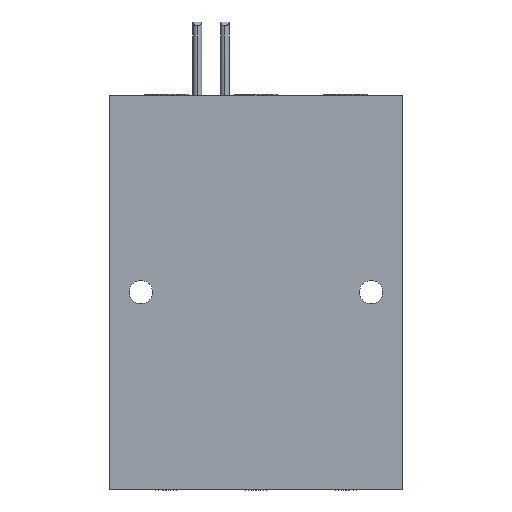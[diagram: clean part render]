
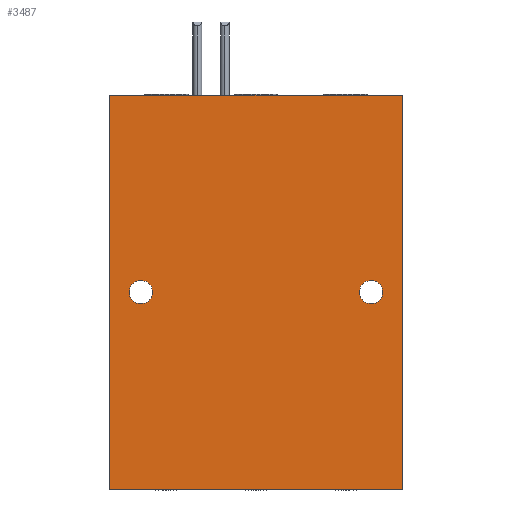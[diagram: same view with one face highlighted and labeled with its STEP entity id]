
A CAD part, front view. The second image highlights one B-rep face of the part: STEP entity #3487.
In plain terms, the highlighted planar face has unit normal (0, -1, 0).
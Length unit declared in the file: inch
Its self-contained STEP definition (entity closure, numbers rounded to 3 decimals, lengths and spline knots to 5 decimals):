
#248 = VERTEX_POINT ( 'NONE', #10471 ) ;
#252 = ORIENTED_EDGE ( 'NONE', *, *, #13299, .F. ) ;
#280 = EDGE_CURVE ( 'NONE', #13344, #6804, #3271, .T. ) ;
#402 = EDGE_LOOP ( 'NONE', ( #14905, #11668 ) ) ;
#449 = CARTESIAN_POINT ( 'NONE',  ( 0.59, -0.265, 0. ) ) ;
#551 = ORIENTED_EDGE ( 'NONE', *, *, #8570, .F. ) ;
#1180 = LINE ( 'NONE', #15258, #6508 ) ;
#1767 = VERTEX_POINT ( 'NONE', #3615 ) ;
#2467 = CARTESIAN_POINT ( 'NONE',  ( 0.75, -0.265, -1.01 ) ) ;
#3000 = LINE ( 'NONE', #7618, #3196 ) ;
#3196 = VECTOR ( 'NONE', #12876, 39.37008 ) ;
#3200 = EDGE_LOOP ( 'NONE', ( #12867, #15903 ) ) ;
#3271 = CIRCLE ( 'NONE', #14089, 0.06 ) ;
#3330 = CARTESIAN_POINT ( 'NONE',  ( -0.75, -0.265, 1.01 ) ) ;
#3487 = ADVANCED_FACE ( 'NONE', ( #9363, #10375, #9147 ), #14418, .F. ) ;
#3615 = CARTESIAN_POINT ( 'NONE',  ( -0.75, -0.265, 1.01 ) ) ;
#3714 = EDGE_LOOP ( 'NONE', ( #7112, #551, #252, #6064 ) ) ;
#3801 = VECTOR ( 'NONE', #4662, 39.37008 ) ;
#4044 = VECTOR ( 'NONE', #15074, 39.37008 ) ;
#4379 = DIRECTION ( 'NONE',  ( 0., -1., 0. ) ) ;
#4404 = VERTEX_POINT ( 'NONE', #2467 ) ;
#4521 = EDGE_CURVE ( 'NONE', #4404, #9152, #5882, .T. ) ;
#4662 = DIRECTION ( 'NONE',  ( 1., 0., 0. ) ) ;
#4753 = EDGE_CURVE ( 'NONE', #8211, #248, #14053, .T. ) ;
#5599 = CARTESIAN_POINT ( 'NONE',  ( -0.75, -0.265, -1.01 ) ) ;
#5882 = LINE ( 'NONE', #11013, #4044 ) ;
#6064 = ORIENTED_EDGE ( 'NONE', *, *, #10207, .F. ) ;
#6347 = CIRCLE ( 'NONE', #12778, 0.06 ) ;
#6508 = VECTOR ( 'NONE', #8620, 39.37008 ) ;
#6804 = VERTEX_POINT ( 'NONE', #6947 ) ;
#6822 = CARTESIAN_POINT ( 'NONE',  ( -0.59, -0.265, 0. ) ) ;
#6865 = CIRCLE ( 'NONE', #14328, 0.06 ) ;
#6947 = CARTESIAN_POINT ( 'NONE',  ( 0.59, -0.265, 0.06 ) ) ;
#7112 = ORIENTED_EDGE ( 'NONE', *, *, #4521, .F. ) ;
#7552 = EDGE_CURVE ( 'NONE', #6804, #13344, #6347, .T. ) ;
#7618 = CARTESIAN_POINT ( 'NONE',  ( 0.75, -0.265, 1.01 ) ) ;
#7674 = DIRECTION ( 'NONE',  ( 0., 1., 0. ) ) ;
#7935 = CARTESIAN_POINT ( 'NONE',  ( -0.59, -0.265, 0. ) ) ;
#8211 = VERTEX_POINT ( 'NONE', #9106 ) ;
#8570 = EDGE_CURVE ( 'NONE', #15545, #4404, #3000, .T. ) ;
#8620 = DIRECTION ( 'NONE',  ( 0., 0., 1. ) ) ;
#9106 = CARTESIAN_POINT ( 'NONE',  ( -0.59, -0.265, 0.06 ) ) ;
#9144 = CARTESIAN_POINT ( 'NONE',  ( 0.59, -0.265, 0. ) ) ;
#9147 = FACE_BOUND ( 'NONE', #402, .T. ) ;
#9152 = VERTEX_POINT ( 'NONE', #5599 ) ;
#9172 = DIRECTION ( 'NONE',  ( 0., 0., 1. ) ) ;
#9207 = DIRECTION ( 'NONE',  ( 0., 0., 1. ) ) ;
#9363 = FACE_OUTER_BOUND ( 'NONE', #3714, .T. ) ;
#9372 = DIRECTION ( 'NONE',  ( 0., -1., 0. ) ) ;
#9848 = CARTESIAN_POINT ( 'NONE',  ( 0.59, -0.265, -0.06 ) ) ;
#10207 = EDGE_CURVE ( 'NONE', #9152, #1767, #1180, .T. ) ;
#10283 = DIRECTION ( 'NONE',  ( 0., -1., 0. ) ) ;
#10375 = FACE_BOUND ( 'NONE', #3200, .T. ) ;
#10471 = CARTESIAN_POINT ( 'NONE',  ( -0.59, -0.265, -0.06 ) ) ;
#11013 = CARTESIAN_POINT ( 'NONE',  ( -0.75, -0.265, -1.01 ) ) ;
#11668 = ORIENTED_EDGE ( 'NONE', *, *, #280, .F. ) ;
#12181 = LINE ( 'NONE', #3330, #3801 ) ;
#12778 = AXIS2_PLACEMENT_3D ( 'NONE', #449, #4379, #13651 ) ;
#12867 = ORIENTED_EDGE ( 'NONE', *, *, #4753, .F. ) ;
#12870 = AXIS2_PLACEMENT_3D ( 'NONE', #15750, #7674, #9207 ) ;
#12876 = DIRECTION ( 'NONE',  ( 0., 0., -1. ) ) ;
#13299 = EDGE_CURVE ( 'NONE', #1767, #15545, #12181, .T. ) ;
#13344 = VERTEX_POINT ( 'NONE', #9848 ) ;
#13651 = DIRECTION ( 'NONE',  ( 0., 0., 1. ) ) ;
#14053 = CIRCLE ( 'NONE', #15072, 0.06 ) ;
#14089 = AXIS2_PLACEMENT_3D ( 'NONE', #9144, #10283, #14127 ) ;
#14127 = DIRECTION ( 'NONE',  ( 0., 0., 1. ) ) ;
#14306 = CARTESIAN_POINT ( 'NONE',  ( 0.75, -0.265, 1.01 ) ) ;
#14328 = AXIS2_PLACEMENT_3D ( 'NONE', #6822, #9372, #14796 ) ;
#14418 = PLANE ( 'NONE',  #12870 ) ;
#14796 = DIRECTION ( 'NONE',  ( 0., 0., 1. ) ) ;
#14905 = ORIENTED_EDGE ( 'NONE', *, *, #7552, .F. ) ;
#15072 = AXIS2_PLACEMENT_3D ( 'NONE', #7935, #15947, #9172 ) ;
#15074 = DIRECTION ( 'NONE',  ( -1., 0., 0. ) ) ;
#15258 = CARTESIAN_POINT ( 'NONE',  ( -0.75, -0.265, 1.01 ) ) ;
#15545 = VERTEX_POINT ( 'NONE', #14306 ) ;
#15750 = CARTESIAN_POINT ( 'NONE',  ( -0.75, -0.265, 1.01 ) ) ;
#15903 = ORIENTED_EDGE ( 'NONE', *, *, #16801, .F. ) ;
#15947 = DIRECTION ( 'NONE',  ( 0., -1., 0. ) ) ;
#16801 = EDGE_CURVE ( 'NONE', #248, #8211, #6865, .T. ) ;
